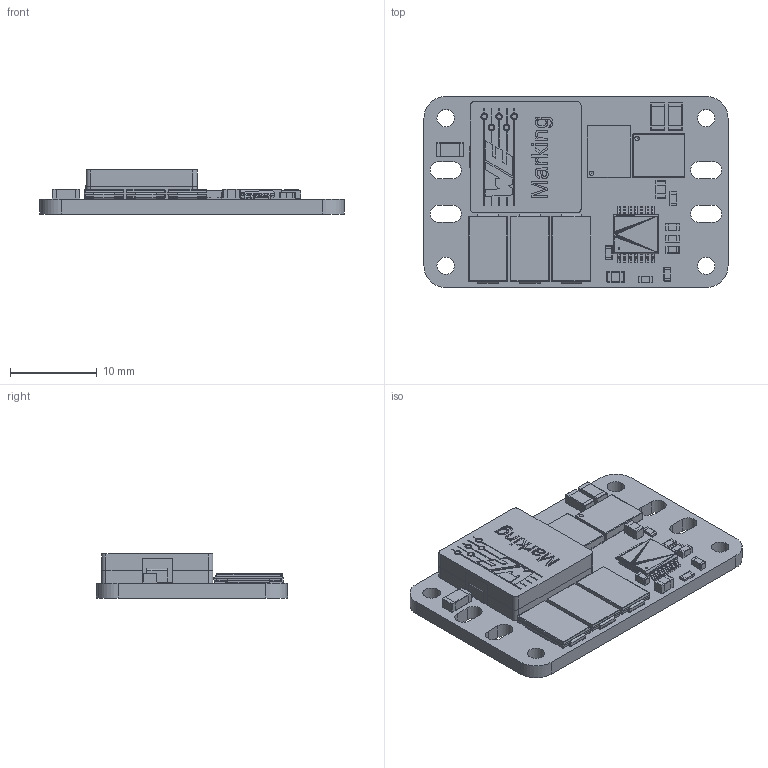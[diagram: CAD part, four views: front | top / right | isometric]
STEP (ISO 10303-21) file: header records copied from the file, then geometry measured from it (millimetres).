
FILE_DESCRIPTION(('Open CASCADE Model'),'2;1');
FILE_NAME('Open CASCADE Shape Model','2020-06-03T11:35:04',('Author'),( 'Open CASCADE'),'Open CASCADE STEP processor 6.8','Open CASCADE 6.8' ,'Unknown');
FILE_SCHEMA(('AUTOMOTIVE_DESIGN { 1 0 10303 214 1 1 1 1 }'));
Length unit declared in the file: millimetre
Products named in the file (90): PCB; Board; Open CASCADE STEP translator 6.8 13.1.1; Ron; 6035689280; Mid_Body; Terminal; Open_CASCADE_STEP_translator_6.8_9.2.1; Mark; U1; 6035700480; Rilim; 6035693600; Rfb2; Rfb1; 6035691680; L1; WE-HCI-1335_rev1; Gehäuse; Spule; Boden; Klebemasse; Cvcc; 6035692800; Open_CASCADE_STEP_translator_6.8_15.1.1; Open_CASCADE_STEP_translator_6.8_15.1.2; Open_CASCADE_STEP_translator_6.8_15.2.1; Css; 6035686320; Cout3; 6035695520; Body; Lead; Cout2; Cout1; Cin1; 6035686160; Open_CASCADE_STEP_translator_6.8_1.1.1; Open_CASCADE_STEP_translator_6.8_1.1.2; Open_CASCADE_STEP_translator_6.8_1.2.1 ...
Assembly tree (99 placements, depth 5):
  PCB
    Board
      Open CASCADE STEP translator 6.8 13.1.1
    Ron
      6035689280
        Mid_Body
        Terminal  x2
          Open_CASCADE_STEP_translator_6.8_9.2.1
        Mark
    U1
      6035700480
    Rilim
      6035693600
        Mid_Body
        Terminal  x2
          Open_CASCADE_STEP_translator_6.8_9.2.1
        Mark
    Rfb2
      6035689280
        Mid_Body
        Terminal  x2
          Open_CASCADE_STEP_translator_6.8_9.2.1
        Mark
    Rfb1
      6035691680
        Mid_Body
        Terminal  x2
          Open_CASCADE_STEP_translator_6.8_9.2.1
        Mark
    L1
      WE-HCI-1335_rev1
        Gehäuse
        Spule
        Boden
        Klebemasse  x2
    Cvcc
      6035692800
        Terminal
          Open_CASCADE_STEP_translator_6.8_15.1.1
          Open_CASCADE_STEP_translator_6.8_15.1.2
        Mid_Body
          Open_CASCADE_STEP_translator_6.8_15.2.1
    Css
      6035686320
        Terminal
          Open_CASCADE_STEP_translator_6.8_15.1.1
          Open_CASCADE_STEP_translator_6.8_15.1.2
        Mid_Body
          Open_CASCADE_STEP_translator_6.8_15.2.1
    Cout3
      6035695520
        Body
          Open_CASCADE_STEP_translator_6.8_15.1.1
        Lead  x2
    Cout2
      6035695520
        Body
          Open_CASCADE_STEP_translator_6.8_15.1.1
        Lead  x2
    Cout1
Bounding box: 35 x 22 x 5.09 mm (x, y, z)
Volume: 1934.6 mm3; surface area: 4331.6 mm2
Topology: 67 solids, 700 shells, 2076 faces, 5278 edges, 3893 vertices
Faces by surface type: plane 1544, cylinder 339, sphere 104, bspline 58, extrusion 31
Full cylindrical faces by diameter (mm): 2 x4, 4.8 x1
Entity records: 59378 total; most frequent: CARTESIAN_POINT 12896, DIRECTION 7314, ORIENTED_EDGE 6167, EDGE_CURVE 4033, VECTOR 3328, LINE 3297, VERTEX_POINT 3223, AXIS2_PLACEMENT_3D 1993
